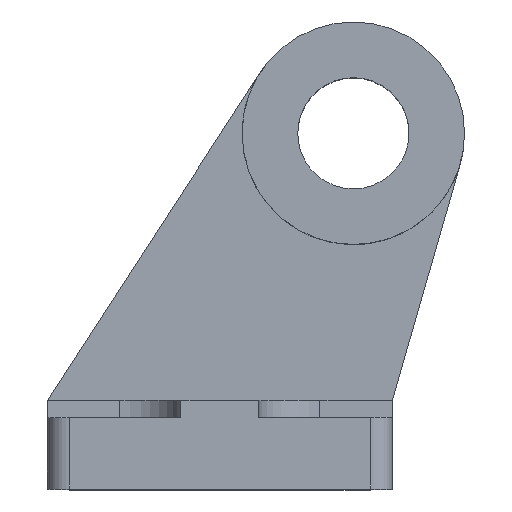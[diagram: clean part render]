
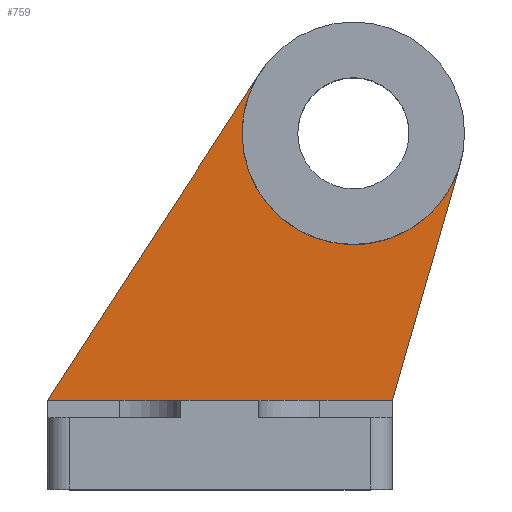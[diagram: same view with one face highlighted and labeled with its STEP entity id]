
A CAD part, top view. The second image highlights one B-rep face of the part: STEP entity #759.
In plain terms, the highlighted planar face has unit normal (0, 0, 1).
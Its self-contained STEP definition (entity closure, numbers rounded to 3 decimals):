
#49 = EDGE_CURVE ( 'NONE', #1161, #447, #1166, .T. ) ;
#86 = CIRCLE ( 'NONE', #528, 10. ) ;
#132 = DIRECTION ( 'NONE',  ( 0., 0., -1. ) ) ;
#144 = FACE_OUTER_BOUND ( 'NONE', #1177, .T. ) ;
#152 = CARTESIAN_POINT ( 'NONE',  ( 12., 32., 5. ) ) ;
#180 = VERTEX_POINT ( 'NONE', #847 ) ;
#213 = LINE ( 'NONE', #743, #1608 ) ;
#243 = LINE ( 'NONE', #1677, #937 ) ;
#301 = AXIS2_PLACEMENT_3D ( 'NONE', #152, #682, #1199 ) ;
#378 = ORIENTED_EDGE ( 'NONE', *, *, #1272, .F. ) ;
#413 = CARTESIAN_POINT ( 'NONE',  ( -15.5, 8., 5. ) ) ;
#425 = EDGE_CURVE ( 'NONE', #180, #447, #670, .T. ) ;
#447 = VERTEX_POINT ( 'NONE', #570 ) ;
#449 = CARTESIAN_POINT ( 'NONE',  ( 12., 32., 5. ) ) ;
#479 = DIRECTION ( 'NONE',  ( 1., 0., 0. ) ) ;
#520 = CARTESIAN_POINT ( 'NONE',  ( 15.5, 8., 5. ) ) ;
#528 = AXIS2_PLACEMENT_3D ( 'NONE', #449, #829, #1355 ) ;
#570 = CARTESIAN_POINT ( 'NONE',  ( 21.61, 29.235, 5. ) ) ;
#651 = DIRECTION ( 'NONE',  ( 0., -1., 0. ) ) ;
#670 = CIRCLE ( 'NONE', #301, 10. ) ;
#682 = DIRECTION ( 'NONE',  ( 0., 0., 1. ) ) ;
#743 = CARTESIAN_POINT ( 'NONE',  ( 3.612, 37.445, 5. ) ) ;
#759 = ADVANCED_FACE ( 'NONE', ( #144 ), #1436, .F. ) ;
#829 = DIRECTION ( 'NONE',  ( 0., 0., 1. ) ) ;
#847 = CARTESIAN_POINT ( 'NONE',  ( 2., 32., 5. ) ) ;
#871 = DIRECTION ( 'NONE',  ( -0.544, -0.839, 0. ) ) ;
#889 = AXIS2_PLACEMENT_3D ( 'NONE', #1443, #132, #651 ) ;
#893 = EDGE_CURVE ( 'NONE', #1606, #1161, #243, .T. ) ;
#937 = VECTOR ( 'NONE', #479, 1000. ) ;
#943 = ORIENTED_EDGE ( 'NONE', *, *, #893, .T. ) ;
#1043 = DIRECTION ( 'NONE',  ( 0.277, 0.961, 0. ) ) ;
#1161 = VERTEX_POINT ( 'NONE', #1454 ) ;
#1166 = LINE ( 'NONE', #520, #1181 ) ;
#1168 = VERTEX_POINT ( 'NONE', #1463 ) ;
#1177 = EDGE_LOOP ( 'NONE', ( #378, #1361, #943, #1267, #1226 ) ) ;
#1181 = VECTOR ( 'NONE', #1043, 1000. ) ;
#1199 = DIRECTION ( 'NONE',  ( -1., 0., 0. ) ) ;
#1226 = ORIENTED_EDGE ( 'NONE', *, *, #425, .F. ) ;
#1267 = ORIENTED_EDGE ( 'NONE', *, *, #49, .T. ) ;
#1272 = EDGE_CURVE ( 'NONE', #1168, #180, #86, .T. ) ;
#1355 = DIRECTION ( 'NONE',  ( -1., 0., 0. ) ) ;
#1361 = ORIENTED_EDGE ( 'NONE', *, *, #1386, .T. ) ;
#1386 = EDGE_CURVE ( 'NONE', #1168, #1606, #213, .T. ) ;
#1436 = PLANE ( 'NONE',  #889 ) ;
#1443 = CARTESIAN_POINT ( 'NONE',  ( 0., 0., 5. ) ) ;
#1454 = CARTESIAN_POINT ( 'NONE',  ( 15.5, 8., 5. ) ) ;
#1463 = CARTESIAN_POINT ( 'NONE',  ( 3.612, 37.445, 5. ) ) ;
#1606 = VERTEX_POINT ( 'NONE', #413 ) ;
#1608 = VECTOR ( 'NONE', #871, 1000. ) ;
#1677 = CARTESIAN_POINT ( 'NONE',  ( -15.5, 8., 5. ) ) ;
